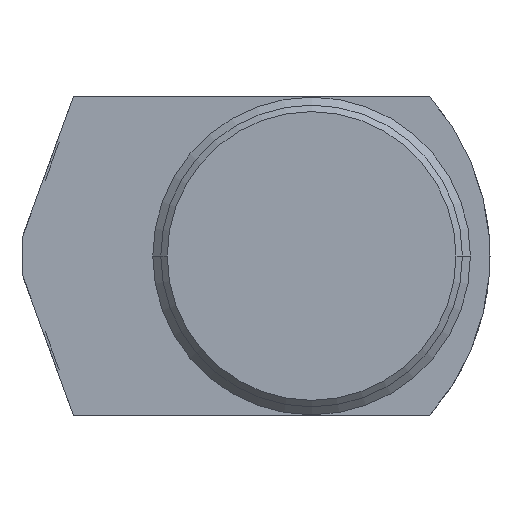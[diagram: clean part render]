
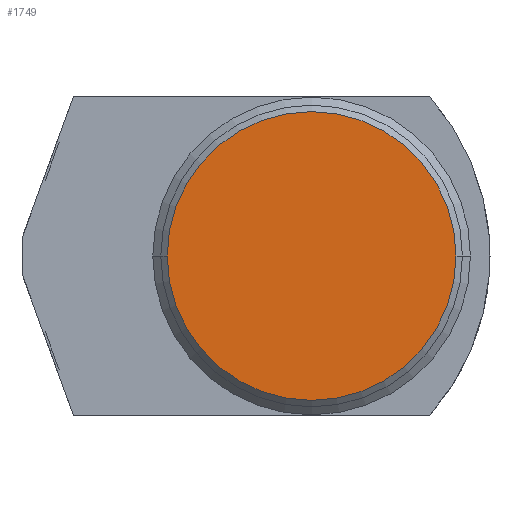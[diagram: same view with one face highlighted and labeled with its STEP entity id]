
A CAD part, left-side view. The second image highlights one B-rep face of the part: STEP entity #1749.
In plain terms, the highlighted planar face has unit normal (-1, 0, 0).
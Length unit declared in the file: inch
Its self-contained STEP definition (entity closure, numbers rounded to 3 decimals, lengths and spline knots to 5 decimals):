
#542=CARTESIAN_POINT('',(-2.5,-0.291,0.));
#543=DIRECTION('',(-1.,0.,0.));
#544=DIRECTION('',(0.,1.,0.));
#545=AXIS2_PLACEMENT_3D('',#542,#543,#544);
#572=CARTESIAN_POINT('',(-2.5,-0.291,0.));
#573=DIRECTION('',(1.,0.,0.));
#574=DIRECTION('',(0.,1.,0.));
#575=AXIS2_PLACEMENT_3D('',#572,#573,#574);
#1275=CARTESIAN_POINT('',(-2.5,0.384,0.));
#1276=CARTESIAN_POINT('',(-2.5,-0.966,0.));
#1277=VERTEX_POINT('',#1275);
#1278=VERTEX_POINT('',#1276);
#1739=CARTESIAN_POINT('',(-2.5,0.,0.));
#1740=DIRECTION('',(1.,0.,0.));
#1741=DIRECTION('',(0.,0.,-1.));
#1742=AXIS2_PLACEMENT_3D('',#1739,#1740,#1741);
#1743=PLANE('',#1742);
#1744=ORIENTED_EDGE('',*,*,#1729,.F.);
#1746=ORIENTED_EDGE('',*,*,#1745,.T.);
#1747=EDGE_LOOP('',(#1744,#1746));
#1748=FACE_OUTER_BOUND('',#1747,.F.);
#1749=ADVANCED_FACE('',(#1748),#1743,.F.);
#546=CIRCLE('',#545,0.675);
#576=CIRCLE('',#575,0.675);
#1729=EDGE_CURVE('',#1277,#1278,#546,.T.);
#1745=EDGE_CURVE('',#1277,#1278,#576,.T.);
